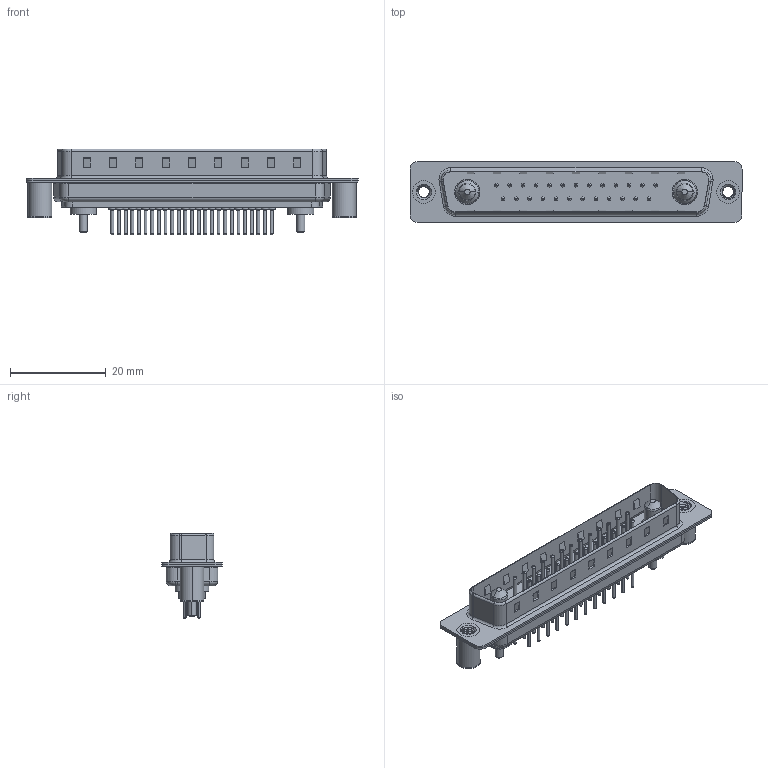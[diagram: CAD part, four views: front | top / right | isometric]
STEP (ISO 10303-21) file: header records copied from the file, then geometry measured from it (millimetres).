
FILE_DESCRIPTION (( 'STEP AP203' ), '1' );
FILE_NAME ('627-27W2224-1NB.STEP', '2019-05-30T01:05:55', ( '' ), ( '' ), 'SwSTEP 2.0', 'SolidWorks 2016', '' );
FILE_SCHEMA (( 'CONFIG_CONTROL_DESIGN' ));
Length unit declared in the file: millimetre
Products named in the file (9): 627Combo Shell Rear_37 Contacts; 627-27W2224-1NB; 627Combo Shell Front_37 Contacts; 627Combo Threaded Board Spacer_B; Power Pin_10A S; 627Combo Threaded Board Spacer_3; 627Combo Contact Row 1_24; 627Combo Housing_27W2; 627Combo Contact Row 2_24
Assembly tree (32 placements, depth 2):
  627-27W2224-1NB
    627Combo Housing_27W2
    627Combo Shell Rear_37 Contacts
    627Combo Shell Front_37 Contacts
    627Combo Threaded Board Spacer_B
    Power Pin_10A S  x2
    627Combo Threaded Board Spacer_3
    627Combo Contact Row 1_24  x13
    627Combo Contact Row 2_24  x12
Bounding box: 69.3 x 12.6 x 17.9 mm (x, y, z)
Volume: 3991.4 mm3; surface area: 9288.2 mm2
Topology: 34 solids, 34 shells, 1455 faces, 3172 edges, 1927 vertices
Faces by surface type: cylinder 557, torus 458, plane 398, cone 32, bspline 10
Entity records: 27397 total; most frequent: CARTESIAN_POINT 7594, DIRECTION 4048, ORIENTED_EDGE 3618, EDGE_CURVE 1809, AXIS2_PLACEMENT_3D 1581, VERTEX_POINT 1147, EDGE_LOOP 932, VECTOR 886
